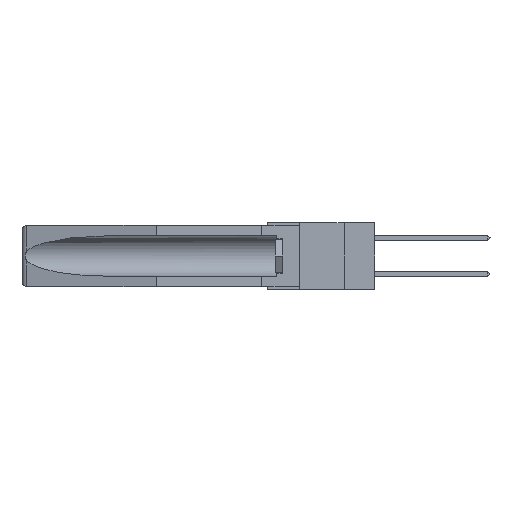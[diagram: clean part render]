
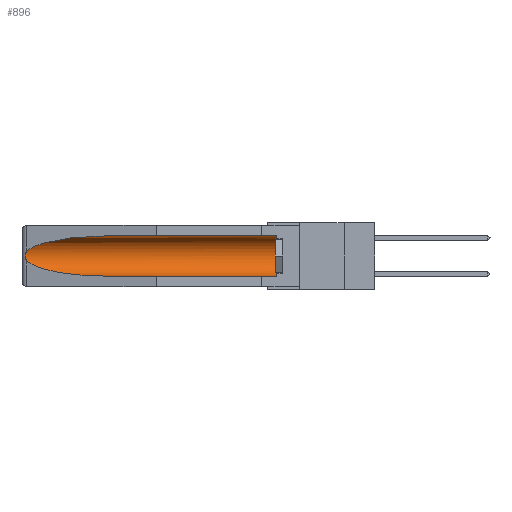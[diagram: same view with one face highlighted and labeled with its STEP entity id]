
A CAD part, left-side view. The second image highlights one B-rep face of the part: STEP entity #896.
In plain terms, the highlighted cylindrical face has radius 2.857 mm (diameter 5.715 mm), a partial arc.
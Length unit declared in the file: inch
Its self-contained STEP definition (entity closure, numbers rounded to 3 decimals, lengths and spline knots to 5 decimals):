
#30 = VERTEX_POINT ( 'NONE', #1148 ) ;
#339 = ORIENTED_EDGE ( 'NONE', *, *, #8079, .T. ) ;
#390 = EDGE_CURVE ( 'NONE', #802, #14534, #773, .T. ) ;
#468 = CARTESIAN_POINT ( 'NONE',  ( 0.26537, 1.52718, -0.19328 ) ) ;
#773 =( BOUNDED_CURVE ( )  B_SPLINE_CURVE ( 3, ( #5815, #23316, #12253, #1532 ),
 .UNSPECIFIED., .F., .F. ) 
 B_SPLINE_CURVE_WITH_KNOTS ( ( 4, 4 ),
 ( 4.71239, 6.08839 ),
 .UNSPECIFIED. ) 
 CURVE ( )  GEOMETRIC_REPRESENTATION_ITEM ( )  RATIONAL_B_SPLINE_CURVE ( ( 1., 0.848, 0.848, 1. ) ) 
 REPRESENTATION_ITEM ( '' )  );
#802 = VERTEX_POINT ( 'NONE', #6779 ) ;
#896 = ADVANCED_FACE ( 'NONE', ( #18067 ), #27429, .F. ) ;
#1148 = CARTESIAN_POINT ( 'NONE',  ( 0.155, 0.126, -0.059 ) ) ;
#1367 = CARTESIAN_POINT ( 'NONE',  ( 0.26655, 1.53094, -0.18657 ) ) ;
#1532 = CARTESIAN_POINT ( 'NONE',  ( 0.26537, 1.52718, -0.14972 ) ) ;
#2552 = CARTESIAN_POINT ( 'NONE',  ( 0.155, 1.07973, -0.284 ) ) ;
#2618 = DIRECTION ( 'NONE',  ( 0., 0., 1. ) ) ;
#3184 = CARTESIAN_POINT ( 'NONE',  ( 0.155, -0.30754, -0.284 ) ) ;
#3362 = ORIENTED_EDGE ( 'NONE', *, *, #6171, .F. ) ;
#3865 = CARTESIAN_POINT ( 'NONE',  ( 0.26654, 1.53092, -0.15636 ) ) ;
#4810 = VERTEX_POINT ( 'NONE', #28527 ) ;
#4921 = EDGE_CURVE ( 'NONE', #4810, #22294, #24391, .T. ) ;
#5815 = CARTESIAN_POINT ( 'NONE',  ( 0.155, 1.07973, -0.059 ) ) ;
#6023 = CARTESIAN_POINT ( 'NONE',  ( 0.2673, 1.53269, -0.17917 ) ) ;
#6171 = EDGE_CURVE ( 'NONE', #24093, #22294, #27472, .T. ) ;
#6349 = CARTESIAN_POINT ( 'NONE',  ( 0.155, 0.126, -0.1715 ) ) ;
#6604 = B_SPLINE_CURVE_WITH_KNOTS ( 'NONE', 3,
 ( #17071, #14555, #3865, #19266, #25975, #18992, #6023, #1367, #21492, #19364 ),
 .UNSPECIFIED., .F., .F.,
 ( 4, 2, 2, 2, 4 ),
 ( 0., 0.00029, 0.00058, 0.00087, 0.00117 ),
 .UNSPECIFIED. ) ;
#6779 = CARTESIAN_POINT ( 'NONE',  ( 0.155, 1.07973, -0.059 ) ) ;
#7762 = CIRCLE ( 'NONE', #12472, 0.1125 ) ;
#8079 = EDGE_CURVE ( 'NONE', #30, #802, #17439, .T. ) ;
#9101 = CARTESIAN_POINT ( 'NONE',  ( 0.155, -0.30754, -0.1715 ) ) ;
#12253 = CARTESIAN_POINT ( 'NONE',  ( 0.25451, 1.48313, -0.09465 ) ) ;
#12472 = AXIS2_PLACEMENT_3D ( 'NONE', #6349, #17123, #26028 ) ;
#13376 = CARTESIAN_POINT ( 'NONE',  ( 0.155, 0.126, -0.284 ) ) ;
#13632 = DIRECTION ( 'NONE',  ( 0., 1., 0. ) ) ;
#14415 = DIRECTION ( 'NONE',  ( 0., 1., 0. ) ) ;
#14534 = VERTEX_POINT ( 'NONE', #18162 ) ;
#14555 = CARTESIAN_POINT ( 'NONE',  ( 0.26597, 1.52961, -0.15275 ) ) ;
#16699 = EDGE_CURVE ( 'NONE', #24093, #30, #7762, .T. ) ;
#17071 = CARTESIAN_POINT ( 'NONE',  ( 0.26537, 1.52718, -0.14972 ) ) ;
#17123 = DIRECTION ( 'NONE',  ( 0., -1., 0. ) ) ;
#17439 = LINE ( 'NONE', #26461, #21216 ) ;
#17506 = EDGE_LOOP ( 'NONE', ( #24505, #19867, #27586, #3362, #19759, #339 ) ) ;
#18067 = FACE_OUTER_BOUND ( 'NONE', #17506, .T. ) ;
#18162 = CARTESIAN_POINT ( 'NONE',  ( 0.26537, 1.52718, -0.14972 ) ) ;
#18490 = CARTESIAN_POINT ( 'NONE',  ( 0.25451, 1.48313, -0.24835 ) ) ;
#18992 = CARTESIAN_POINT ( 'NONE',  ( 0.2675, 1.53308, -0.17534 ) ) ;
#19266 = CARTESIAN_POINT ( 'NONE',  ( 0.2673, 1.5327, -0.16383 ) ) ;
#19364 = CARTESIAN_POINT ( 'NONE',  ( 0.26537, 1.52718, -0.19328 ) ) ;
#19759 = ORIENTED_EDGE ( 'NONE', *, *, #16699, .T. ) ;
#19867 = ORIENTED_EDGE ( 'NONE', *, *, #22550, .T. ) ;
#20301 = CARTESIAN_POINT ( 'NONE',  ( 0.21114, 1.30732, -0.284 ) ) ;
#21216 = VECTOR ( 'NONE', #24330, 39.37008 ) ;
#21492 = CARTESIAN_POINT ( 'NONE',  ( 0.26597, 1.5296, -0.19026 ) ) ;
#22294 = VERTEX_POINT ( 'NONE', #2552 ) ;
#22550 = EDGE_CURVE ( 'NONE', #14534, #4810, #6604, .T. ) ;
#23316 = CARTESIAN_POINT ( 'NONE',  ( 0.21114, 1.30732, -0.059 ) ) ;
#24093 = VERTEX_POINT ( 'NONE', #13376 ) ;
#24330 = DIRECTION ( 'NONE',  ( 0., 1., 0. ) ) ;
#24391 =( BOUNDED_CURVE ( )  B_SPLINE_CURVE ( 3, ( #468, #18490, #20301, #25003 ),
 .UNSPECIFIED., .F., .F. ) 
 B_SPLINE_CURVE_WITH_KNOTS ( ( 4, 4 ),
 ( 0.1948, 1.5708 ),
 .UNSPECIFIED. ) 
 CURVE ( )  GEOMETRIC_REPRESENTATION_ITEM ( )  RATIONAL_B_SPLINE_CURVE ( ( 1., 0.848, 0.848, 1. ) ) 
 REPRESENTATION_ITEM ( '' )  );
#24505 = ORIENTED_EDGE ( 'NONE', *, *, #390, .T. ) ;
#25003 = CARTESIAN_POINT ( 'NONE',  ( 0.155, 1.07973, -0.284 ) ) ;
#25975 = CARTESIAN_POINT ( 'NONE',  ( 0.2675, 1.53308, -0.16763 ) ) ;
#26028 = DIRECTION ( 'NONE',  ( 0., 0., 1. ) ) ;
#26461 = CARTESIAN_POINT ( 'NONE',  ( 0.155, -0.30754, -0.059 ) ) ;
#27323 = AXIS2_PLACEMENT_3D ( 'NONE', #9101, #13632, #2618 ) ;
#27429 = CYLINDRICAL_SURFACE ( 'NONE', #27323, 0.1125 ) ;
#27472 = LINE ( 'NONE', #3184, #27826 ) ;
#27586 = ORIENTED_EDGE ( 'NONE', *, *, #4921, .T. ) ;
#27826 = VECTOR ( 'NONE', #14415, 39.37008 ) ;
#28527 = CARTESIAN_POINT ( 'NONE',  ( 0.26537, 1.52718, -0.19328 ) ) ;
